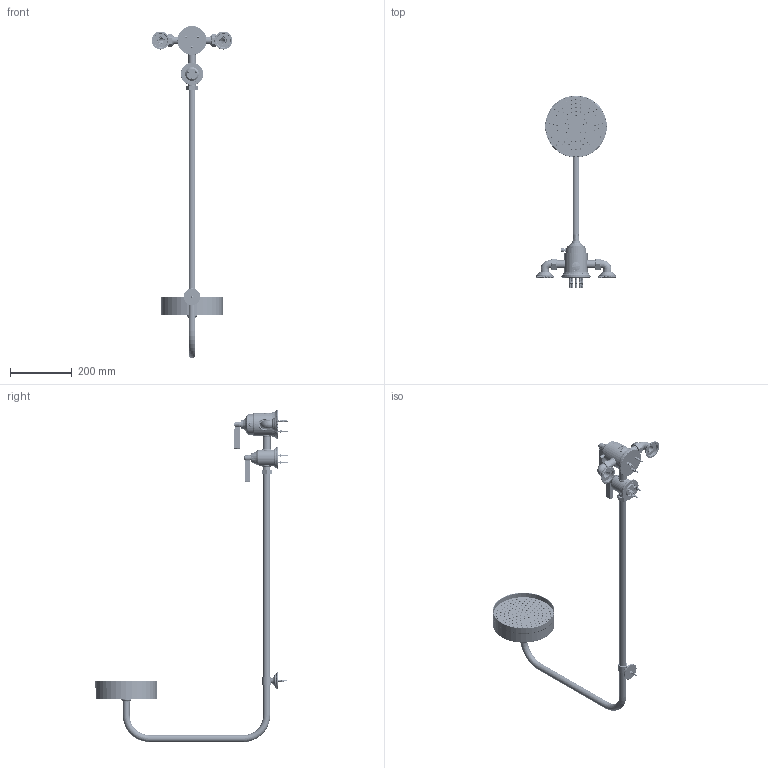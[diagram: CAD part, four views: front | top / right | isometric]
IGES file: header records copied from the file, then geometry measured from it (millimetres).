
Global section: file name: No Iges File Name specified; native system: Autodesk Inventor 2012; preprocessor: AutoDesk Inventor Iges Exporter R2012; author: mblakey; date: 20120919.152948; units: millimetre
Bounding box: 261.6 x 625.1 x 1074 mm (x, y, z)
Volume: 2163534.4 mm3; surface area: 635254.2 mm2
Topology: 107 solids, 107 shells, 5996 faces, 14566 edges, 9192 vertices
Faces by surface type: plane 3377, cone 816, revolution 795, cylinder 720, bspline 143, torus 137, sphere 8
Full cylindrical faces by diameter (mm): 3 x1, 3.14 x1, 3.4 x1, 3.571 x1, 4 x11, 4.165 x7, 5 x3, 5.8 x1, 7 x1, 7.5 x1, 7.95 x1, 8 x1, 8.3 x7, 8.6 x1, 8.85 x1, 9 x1, 9.1 x2, 9.5 x2, 9.6 x1, 10 x1, 11 x1, 11.25 x4, 11.998 x2, 12.6 x1, 12.7 x2, 13.7 x3, 14.8 x2, 15 x4, 15.8 x5, 16.5 x4
